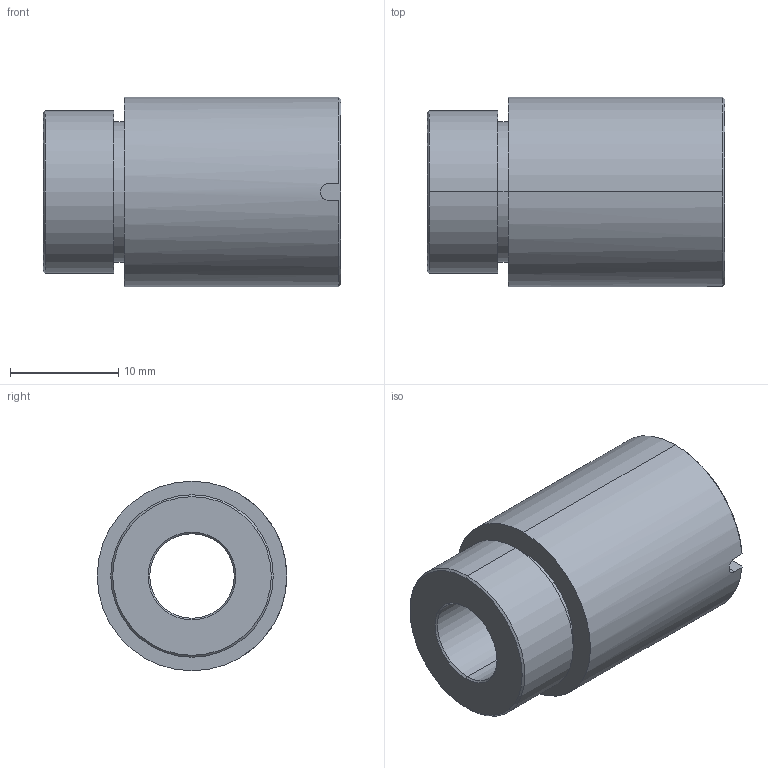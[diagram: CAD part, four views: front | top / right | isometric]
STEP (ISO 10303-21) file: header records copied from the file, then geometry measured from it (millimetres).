
FILE_DESCRIPTION(('HOOPS Exchange Step'),'2;1');
FILE_NAME('export-51AC374E-5222-4D81-8463-4E7C5A4AA994.stp','2024-05-18T14:27:47+02:00',('Engineering'),('Alibre'),'HOOPS Exchange 2023.0','Alibre','Unknown authorisation');
FILE_SCHEMA( ('AP242_MANAGED_MODEL_BASED_3D_ENGINEERING_MIM_LF {1 0 10303 442 1 1 4 }') );
Length unit declared in the file: millimetre
Products named in the file (2): 6850-1 HIWIN Ballnut R08-02,5T2-RSIT; 6850 HIWIN Ballnut R08-02,5T2-RSIT
Assembly tree (1 placements, depth 2):
  6850 HIWIN Ballnut R08-02,5T2-RSIT
    6850-1 HIWIN Ballnut R08-02,5T2-RSIT
Bounding box: 27.5 x 17.5 x 17.5 mm (x, y, z)
Volume: 4770.5 mm3; surface area: 2585.4 mm2
Topology: 1 solids, 1 shells, 26 faces, 58 edges, 36 vertices
Faces by surface type: cylinder 10, cone 9, plane 7
Entity records: 807 total; most frequent: CARTESIAN_POINT 146, DIRECTION 142, ORIENTED_EDGE 116, AXIS2_PLACEMENT_3D 58, EDGE_CURVE 58, VERTEX_POINT 36, EDGE_LOOP 30, FACE_BOUND 30
